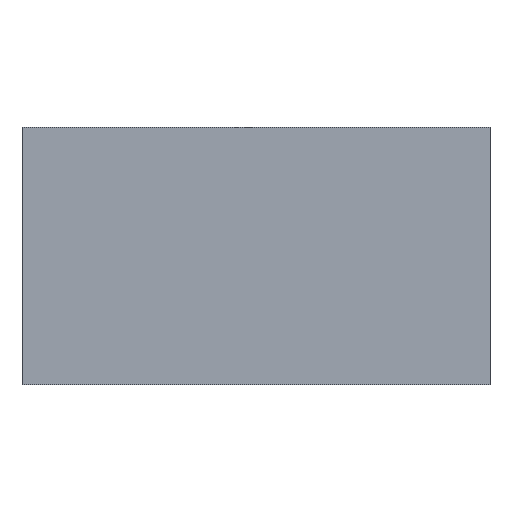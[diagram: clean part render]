
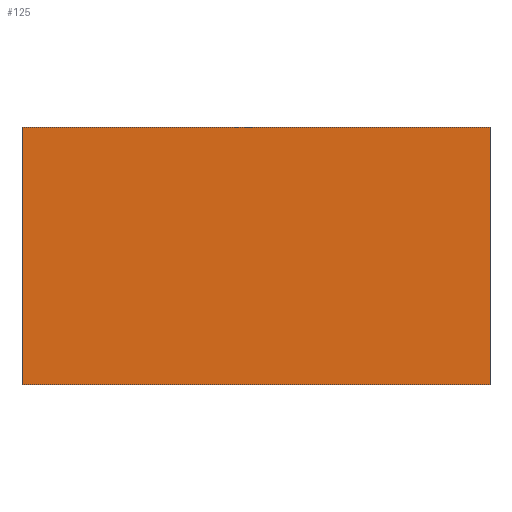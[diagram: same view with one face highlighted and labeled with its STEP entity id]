
A CAD part, front view. The second image highlights one B-rep face of the part: STEP entity #125.
In plain terms, the highlighted planar face has unit normal (0, -1, 0).
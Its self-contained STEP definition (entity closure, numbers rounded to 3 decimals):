
#10=DIRECTION('',(1.,0.,0.));
#11=VECTOR('',#10,36.397);
#12=CARTESIAN_POINT('',(0.,0.,0.));
#13=LINE('',#12,#11);
#22=DIRECTION('',(0.,0.,1.));
#23=VECTOR('',#22,20.);
#24=CARTESIAN_POINT('',(36.397,0.,0.));
#25=LINE('',#24,#23);
#26=DIRECTION('',(0.,0.,1.));
#27=VECTOR('',#26,20.);
#28=CARTESIAN_POINT('',(0.,0.,0.));
#29=LINE('',#28,#27);
#43=DIRECTION('',(1.,0.,0.));
#44=VECTOR('',#43,36.397);
#45=CARTESIAN_POINT('',(0.,0.,20.));
#46=LINE('',#45,#44);
#51=CARTESIAN_POINT('',(0.,0.,0.));
#52=CARTESIAN_POINT('',(36.397,0.,0.));
#53=VERTEX_POINT('',#51);
#54=VERTEX_POINT('',#52);
#55=CARTESIAN_POINT('',(0.,0.,20.));
#56=CARTESIAN_POINT('',(36.397,0.,20.));
#57=VERTEX_POINT('',#55);
#58=VERTEX_POINT('',#56);
#112=CARTESIAN_POINT('',(0.,0.,0.));
#113=DIRECTION('',(0.,-1.,0.));
#114=DIRECTION('',(1.,0.,0.));
#115=AXIS2_PLACEMENT_3D('',#112,#113,#114);
#116=PLANE('',#115);
#117=ORIENTED_EDGE('',*,*,#76,.F.);
#119=ORIENTED_EDGE('',*,*,#118,.T.);
#121=ORIENTED_EDGE('',*,*,#120,.T.);
#122=ORIENTED_EDGE('',*,*,#105,.F.);
#123=EDGE_LOOP('',(#117,#119,#121,#122));
#124=FACE_OUTER_BOUND('',#123,.F.);
#125=ADVANCED_FACE('',(#124),#116,.T.);
#76=EDGE_CURVE('',#53,#54,#13,.T.);
#105=EDGE_CURVE('',#54,#58,#25,.T.);
#118=EDGE_CURVE('',#53,#57,#29,.T.);
#120=EDGE_CURVE('',#57,#58,#46,.T.);
